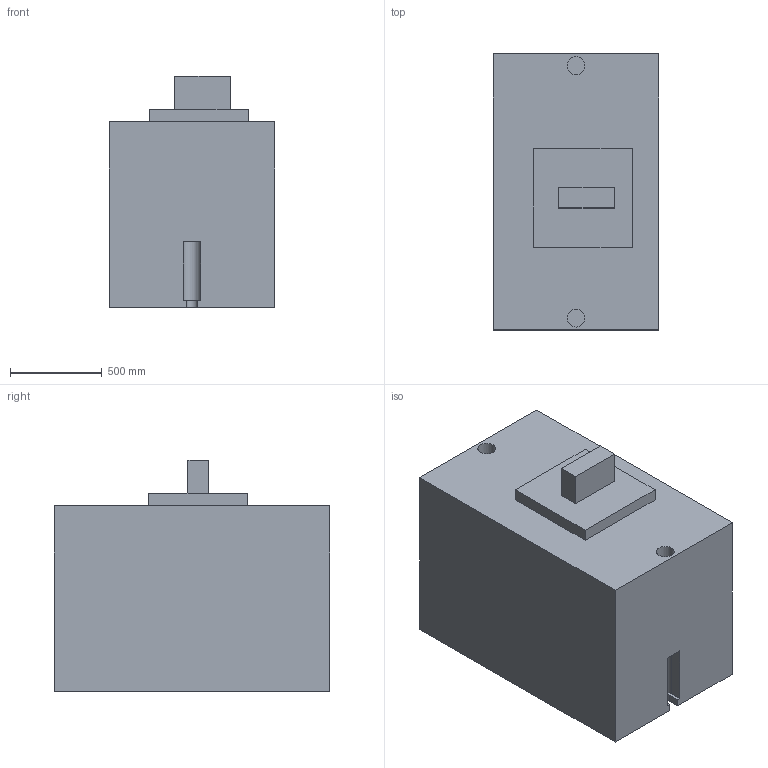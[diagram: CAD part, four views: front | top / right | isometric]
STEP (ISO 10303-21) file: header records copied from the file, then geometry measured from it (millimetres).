
FILE_DESCRIPTION((' '),'2;1');
FILE_NAME('KT7-AYT_2_3D.stp','2012-04-03T16:38:24',(' '),(' '),' ','ACIS',' ');
FILE_SCHEMA(('CONFIG_CONTROL_DESIGN'));
Length unit declared in the file: millimetre
Products named in the file (3): KT7-AYT_2_3D.stp; Body1; Body2
Assembly tree (2 placements, depth 2):
  KT7-AYT_2_3D.stp
    Body1
    Body2
Bounding box: 900 x 1500 x 1256.81 mm (x, y, z)
Volume: 1380897806.6 mm3; surface area: 8619829.5 mm2
Topology: 2 solids, 2 shells, 35 faces, 82 edges, 55 vertices
Faces by surface type: plane 29, cylinder 6
Full cylindrical faces by diameter (mm): 62.5 x1, 97.5 x2
Entity records: 1362 total; most frequent: CARTESIAN_POINT 172, DIRECTION 170, ORIENTED_EDGE 156, EDGE_CURVE 78, VECTOR 66, LINE 66, VERTEX_POINT 54, AXIS2_PLACEMENT_3D 52
